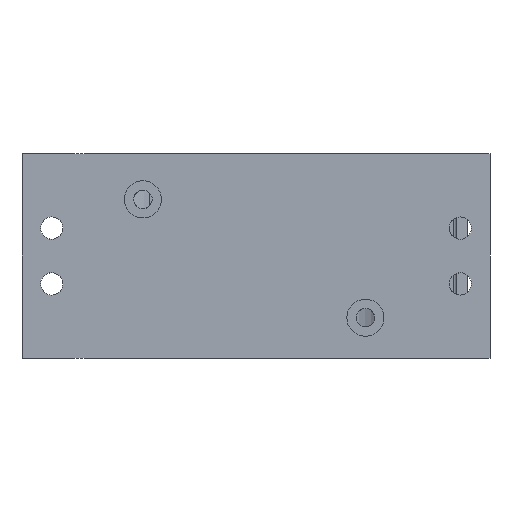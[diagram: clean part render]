
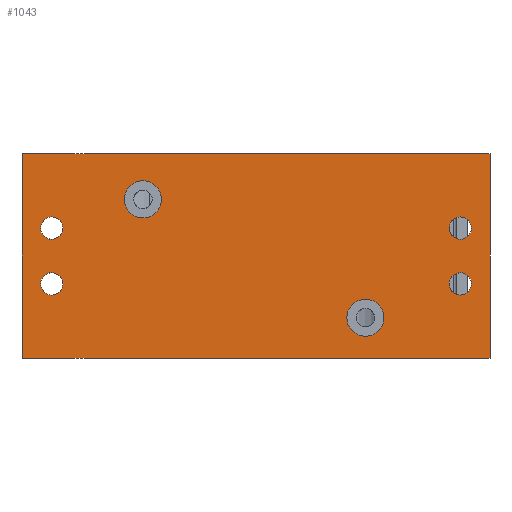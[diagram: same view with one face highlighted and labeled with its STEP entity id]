
A CAD part, left-side view. The second image highlights one B-rep face of the part: STEP entity #1043.
In plain terms, the highlighted planar face has unit normal (-1, 0, 0).
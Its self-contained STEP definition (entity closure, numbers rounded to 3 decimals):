
#78=CIRCLE('',#1124,2.5);
#82=CIRCLE('',#1131,2.5);
#84=CIRCLE('',#1138,1.5);
#86=CIRCLE('',#1142,1.5);
#89=CIRCLE('',#1147,1.5);
#90=CIRCLE('',#1150,1.5);
#352=ORIENTED_EDGE('',*,*,#500,.T.);
#353=ORIENTED_EDGE('',*,*,#495,.T.);
#354=ORIENTED_EDGE('',*,*,#512,.T.);
#355=ORIENTED_EDGE('',*,*,#514,.T.);
#356=ORIENTED_EDGE('',*,*,#521,.T.);
#357=ORIENTED_EDGE('',*,*,#523,.T.);
#358=ORIENTED_EDGE('',*,*,#412,.T.);
#359=ORIENTED_EDGE('',*,*,#504,.F.);
#360=ORIENTED_EDGE('',*,*,#489,.T.);
#361=ORIENTED_EDGE('',*,*,#503,.F.);
#412=EDGE_CURVE('',#559,#558,#648,.T.);
#489=EDGE_CURVE('',#606,#605,#709,.T.);
#495=EDGE_CURVE('',#611,#611,#78,.T.);
#500=EDGE_CURVE('',#616,#616,#82,.T.);
#503=EDGE_CURVE('',#559,#605,#713,.T.);
#504=EDGE_CURVE('',#606,#558,#714,.T.);
#512=EDGE_CURVE('',#622,#622,#84,.T.);
#514=EDGE_CURVE('',#623,#623,#86,.T.);
#521=EDGE_CURVE('',#628,#628,#89,.T.);
#523=EDGE_CURVE('',#629,#629,#90,.T.);
#558=VERTEX_POINT('',#1505);
#559=VERTEX_POINT('',#1507);
#605=VERTEX_POINT('',#1659);
#606=VERTEX_POINT('',#1661);
#611=VERTEX_POINT('',#1674);
#616=VERTEX_POINT('',#1697);
#622=VERTEX_POINT('',#1744);
#623=VERTEX_POINT('',#1749);
#628=VERTEX_POINT('',#1769);
#629=VERTEX_POINT('',#1780);
#648=LINE('',#1506,#745);
#709=LINE('',#1660,#806);
#713=LINE('',#1715,#810);
#714=LINE('',#1717,#811);
#745=VECTOR('',#1200,1000.);
#806=VECTOR('',#1353,1000.);
#810=VECTOR('',#1387,1000.);
#811=VECTOR('',#1390,1000.);
#883=EDGE_LOOP('',(#352));
#884=EDGE_LOOP('',(#353));
#885=EDGE_LOOP('',(#354));
#886=EDGE_LOOP('',(#355));
#887=EDGE_LOOP('',(#356));
#888=EDGE_LOOP('',(#357));
#889=EDGE_LOOP('',(#358,#359,#360,#361));
#954=FACE_BOUND('',#883,.T.);
#955=FACE_BOUND('',#884,.T.);
#956=FACE_BOUND('',#885,.T.);
#957=FACE_BOUND('',#886,.T.);
#958=FACE_BOUND('',#887,.T.);
#959=FACE_BOUND('',#888,.T.);
#960=FACE_BOUND('',#889,.T.);
#993=PLANE('',#1151);
#1043=ADVANCED_FACE('',(#954,#955,#956,#957,#958,#959,#960),#993,.T.);
#1124=AXIS2_PLACEMENT_3D('',#1673,#1366,#1367);
#1131=AXIS2_PLACEMENT_3D('',#1696,#1380,#1381);
#1138=AXIS2_PLACEMENT_3D('',#1743,#1401,#1402);
#1142=AXIS2_PLACEMENT_3D('',#1748,#1409,#1410);
#1147=AXIS2_PLACEMENT_3D('',#1768,#1422,#1423);
#1150=AXIS2_PLACEMENT_3D('',#1779,#1428,#1429);
#1151=AXIS2_PLACEMENT_3D('',#1781,#1430,#1431);
#1200=DIRECTION('',(0.,1.,0.));
#1353=DIRECTION('',(0.,-1.,0.));
#1366=DIRECTION('',(1.,0.,0.));
#1367=DIRECTION('',(0.,-1.,0.));
#1380=DIRECTION('',(1.,0.,0.));
#1381=DIRECTION('',(0.,-1.,0.));
#1387=DIRECTION('',(0.,0.,-1.));
#1390=DIRECTION('',(0.,0.,1.));
#1401=DIRECTION('',(1.,0.,0.));
#1402=DIRECTION('',(0.,-1.,0.));
#1409=DIRECTION('',(1.,0.,0.));
#1410=DIRECTION('',(0.,-1.,0.));
#1422=DIRECTION('',(1.,0.,0.));
#1423=DIRECTION('',(0.,-1.,0.));
#1428=DIRECTION('',(1.,0.,0.));
#1429=DIRECTION('',(0.,-1.,0.));
#1430=DIRECTION('',(-1.,0.,0.));
#1431=DIRECTION('',(0.,-1.,0.));
#1505=CARTESIAN_POINT('',(7.142,60.14,49.525));
#1506=CARTESIAN_POINT('',(7.142,57.14,49.525));
#1507=CARTESIAN_POINT('',(7.142,-2.954,49.525));
#1659=CARTESIAN_POINT('',(7.142,-2.954,22.));
#1660=CARTESIAN_POINT('',(7.142,0.046,22.));
#1661=CARTESIAN_POINT('',(7.142,60.14,22.));
#1673=CARTESIAN_POINT('',(7.142,43.843,43.403));
#1674=CARTESIAN_POINT('',(7.142,41.343,43.403));
#1696=CARTESIAN_POINT('',(7.142,13.843,27.443));
#1697=CARTESIAN_POINT('',(7.142,11.343,27.443));
#1715=CARTESIAN_POINT('',(7.142,-2.954,40.));
#1717=CARTESIAN_POINT('',(7.142,60.14,40.));
#1743=CARTESIAN_POINT('',(7.142,56.14,39.525));
#1744=CARTESIAN_POINT('',(7.142,54.64,39.525));
#1748=CARTESIAN_POINT('',(7.142,56.14,32.));
#1749=CARTESIAN_POINT('',(7.142,54.64,32.));
#1768=CARTESIAN_POINT('',(7.142,1.046,39.525));
#1769=CARTESIAN_POINT('',(7.142,-0.454,39.525));
#1779=CARTESIAN_POINT('',(7.142,1.046,32.));
#1780=CARTESIAN_POINT('',(7.142,-0.454,32.));
#1781=CARTESIAN_POINT('',(7.142,56.62,26.136));
